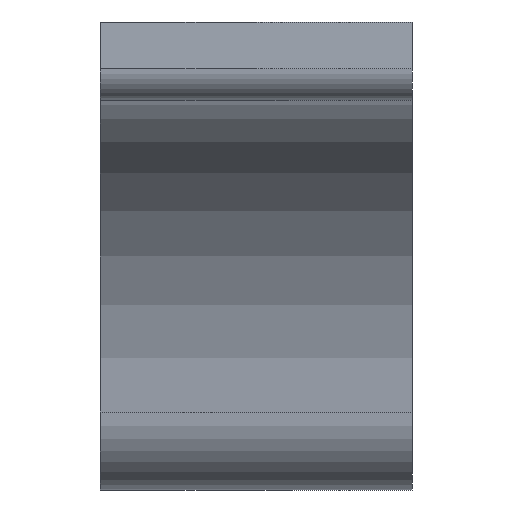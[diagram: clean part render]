
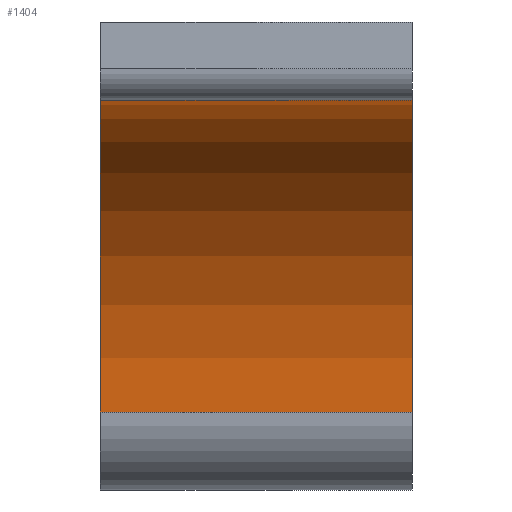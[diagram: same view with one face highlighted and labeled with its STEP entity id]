
A CAD part, front view. The second image highlights one B-rep face of the part: STEP entity #1404.
In plain terms, the highlighted cylindrical face has radius 20 mm (diameter 40 mm), a partial arc.
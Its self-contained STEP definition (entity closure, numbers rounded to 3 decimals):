
#90=FACE_OUTER_BOUND('',#163,.T.);
#163=EDGE_LOOP('',(#1049,#1050,#1051,#1052));
#235=LINE('',#1948,#424);
#292=LINE('',#2081,#481);
#424=VECTOR('',#1579,10.);
#481=VECTOR('',#1666,10.);
#619=CIRCLE('',#1492,20.);
#623=CIRCLE('',#1500,20.);
#632=VERTEX_POINT('',#1945);
#633=VERTEX_POINT('',#1947);
#644=VERTEX_POINT('',#1971);
#694=VERTEX_POINT('',#2079);
#770=EDGE_CURVE('',#633,#632,#235,.T.);
#783=EDGE_CURVE('',#632,#644,#619,.T.);
#836=EDGE_CURVE('',#694,#633,#623,.T.);
#837=EDGE_CURVE('',#644,#694,#292,.T.);
#1049=ORIENTED_EDGE('',*,*,#836,.T.);
#1050=ORIENTED_EDGE('',*,*,#770,.T.);
#1051=ORIENTED_EDGE('',*,*,#783,.T.);
#1052=ORIENTED_EDGE('',*,*,#837,.T.);
#1393=CYLINDRICAL_SURFACE('',#1499,20.);
#1404=ADVANCED_FACE('',(#90),#1393,.F.);
#1492=AXIS2_PLACEMENT_3D('',#1973,#1599,#1600);
#1499=AXIS2_PLACEMENT_3D('',#2078,#1662,#1663);
#1500=AXIS2_PLACEMENT_3D('',#2080,#1664,#1665);
#1579=DIRECTION('',(1.,0.,0.));
#1599=DIRECTION('center_axis',(1.,0.,0.));
#1600=DIRECTION('ref_axis',(0.,0.707,0.707));
#1662=DIRECTION('center_axis',(1.,0.,0.));
#1663=DIRECTION('ref_axis',(0.,0.707,0.707));
#1664=DIRECTION('center_axis',(-1.,0.,0.));
#1665=DIRECTION('ref_axis',(0.,0.707,0.707));
#1666=DIRECTION('',(-1.,0.,0.));
#1945=CARTESIAN_POINT('',(10.,-15.,-10.));
#1947=CARTESIAN_POINT('',(-10.,-15.,-10.));
#1948=CARTESIAN_POINT('',(0.,-15.,-10.));
#1971=CARTESIAN_POINT('',(10.,-35.,10.));
#1973=CARTESIAN_POINT('Origin',(10.,-35.,-10.));
#2078=CARTESIAN_POINT('Origin',(0.,-35.,-10.));
#2079=CARTESIAN_POINT('',(-10.,-35.,10.));
#2080=CARTESIAN_POINT('Origin',(-10.,-35.,-10.));
#2081=CARTESIAN_POINT('',(0.,-35.,10.));
